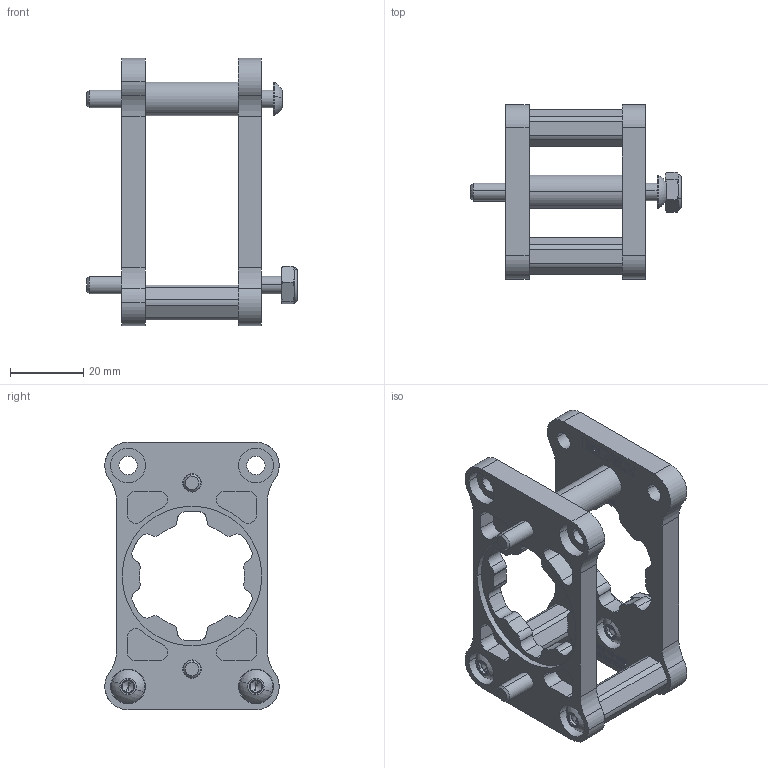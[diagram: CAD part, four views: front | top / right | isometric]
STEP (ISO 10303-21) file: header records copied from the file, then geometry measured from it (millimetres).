
FILE_DESCRIPTION (( 'STEP AP214' ), '1' );
FILE_NAME ('REV-21-3663_3Post.STEP', '2025-11-14T17:27:22', ( '' ), ( '' ), 'SwSTEP 2.0', 'SolidWorks 2022', '' );
FILE_SCHEMA (( 'AUTOMOTIVE_DESIGN' ));
Length unit declared in the file: millimetre
Products named in the file (7): #10 Threaded Standoffs_01.000in Long; REV-21-3663; REV-29-1016; #10 Button Head Cap Screws_2.000 Long; REV-21-3663_3Post; #10 Button Head Cap Screws_0.500 Long; REV-21-3663_P02
Assembly tree (13 placements, depth 2):
  REV-21-3663_3Post
    REV-21-3663  x2
    #10 Threaded Standoffs_01.000in Long  x2
    #10 Button Head Cap Screws_0.500 Long  x6
    REV-29-1016
    REV-21-3663_P02
    #10 Button Head Cap Screws_2.000 Long
Bounding box: 57.38 x 47.6 x 73 mm (x, y, z)
Volume: 30205.5 mm3; surface area: 23760.5 mm2
Topology: 14 solids, 14 shells, 1649 faces, 4290 edges, 2794 vertices
Faces by surface type: plane 1036, cylinder 254, bspline 244, cone 99, sphere 14, torus 2
Entity records: 39300 total; most frequent: CARTESIAN_POINT 13903, ORIENTED_EDGE 4190, DIRECTION 3526, EDGE_CURVE 2095, VECTOR 1490, LINE 1490, VERTEX_POINT 1375, AXIS2_PLACEMENT_3D 1018
